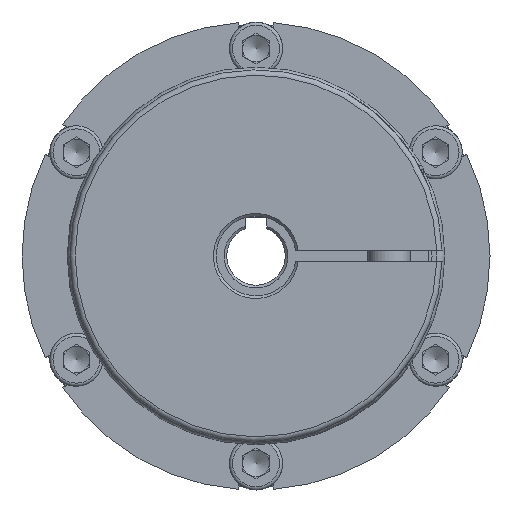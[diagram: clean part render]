
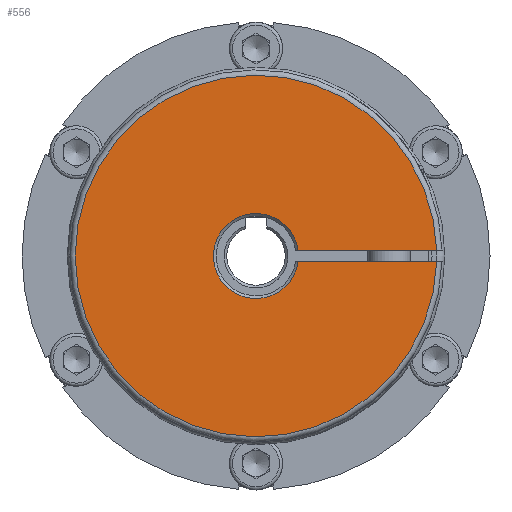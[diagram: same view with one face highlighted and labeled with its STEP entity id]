
A CAD part, left-side view. The second image highlights one B-rep face of the part: STEP entity #556.
In plain terms, the highlighted planar face has unit normal (-1, 0, 0).
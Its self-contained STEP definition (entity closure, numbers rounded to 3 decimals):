
#556 = ADVANCED_FACE( '', ( #1519 ), #1520, .T. );
#1519 = FACE_OUTER_BOUND( '', #3080, .T. );
#1520 = PLANE( '', #3081 );
#3080 = EDGE_LOOP( '', ( #4872, #4873, #4874, #4875 ) );
#3081 = AXIS2_PLACEMENT_3D( '', #4876, #4877, #4878 );
#4872 = ORIENTED_EDGE( '', *, *, #8329, .T. );
#4873 = ORIENTED_EDGE( '', *, *, #8330, .T. );
#4874 = ORIENTED_EDGE( '', *, *, #8331, .T. );
#4875 = ORIENTED_EDGE( '', *, *, #8332, .T. );
#4876 = CARTESIAN_POINT( '', ( -54.05, 6.5, 0. ) );
#4877 = DIRECTION( '', ( -1., 0., 0. ) );
#4878 = DIRECTION( '', ( 0., 0., 1. ) );
#8329 = EDGE_CURVE( '', #9859, #9860, #9861, .T. );
#8330 = EDGE_CURVE( '', #9860, #9862, #9863, .T. );
#8331 = EDGE_CURVE( '', #9862, #9864, #9865, .T. );
#8332 = EDGE_CURVE( '', #9864, #9859, #9866, .T. );
#9859 = VERTEX_POINT( '', #12406 );
#9860 = VERTEX_POINT( '', #12407 );
#9861 = LINE( '', #12408, #12409 );
#9862 = VERTEX_POINT( '', #12410 );
#9863 = CIRCLE( '', #12411, 8. );
#9864 = VERTEX_POINT( '', #12412 );
#9865 = LINE( '', #12413, #12414 );
#9866 = CIRCLE( '', #12415, 34. );
#12406 = CARTESIAN_POINT( '', ( -54.05, -33.985, -1. ) );
#12407 = CARTESIAN_POINT( '', ( -54.05, -7.937, -1. ) );
#12408 = CARTESIAN_POINT( '', ( -54.05, -35., -1. ) );
#12409 = VECTOR( '', #16288, 1000. );
#12410 = CARTESIAN_POINT( '', ( -54.05, -7.937, 1. ) );
#12411 = AXIS2_PLACEMENT_3D( '', #16289, #16290, #16291 );
#12412 = CARTESIAN_POINT( '', ( -54.05, -33.985, 1. ) );
#12413 = CARTESIAN_POINT( '', ( -54.05, -5.916, 1. ) );
#12414 = VECTOR( '', #16292, 1000. );
#12415 = AXIS2_PLACEMENT_3D( '', #16293, #16294, #16295 );
#16288 = DIRECTION( '', ( 0., 1., 0. ) );
#16289 = CARTESIAN_POINT( '', ( -54.05, 0., 0. ) );
#16290 = DIRECTION( '', ( 1., 0., 0. ) );
#16291 = DIRECTION( '', ( 0., -1., 0. ) );
#16292 = DIRECTION( '', ( 0., -1., 0. ) );
#16293 = CARTESIAN_POINT( '', ( -54.05, 0., 0. ) );
#16294 = DIRECTION( '', ( -1., 0., 0. ) );
#16295 = DIRECTION( '', ( 0., 1., 0. ) );
